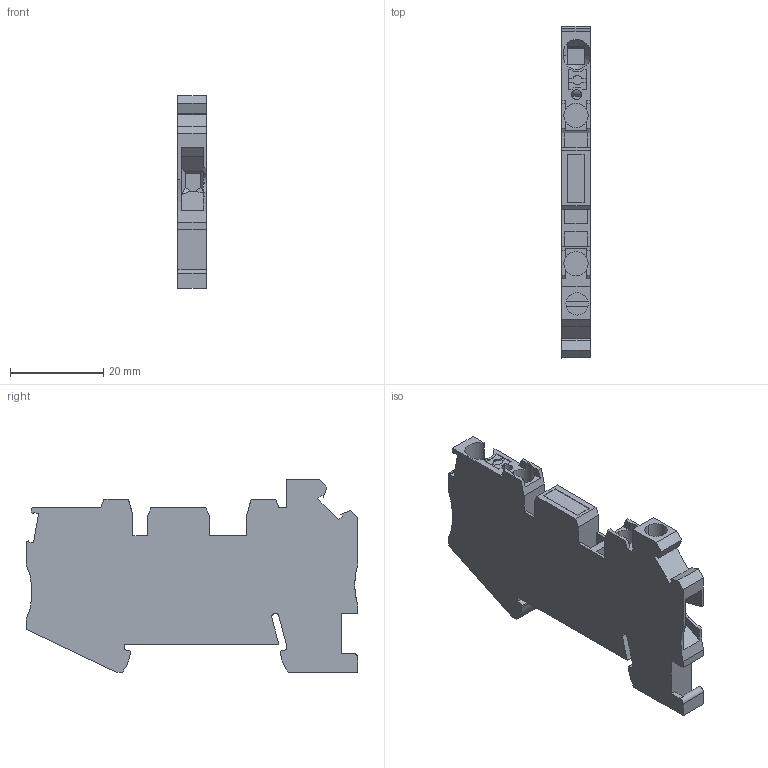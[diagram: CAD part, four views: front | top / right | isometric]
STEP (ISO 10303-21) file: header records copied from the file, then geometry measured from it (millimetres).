
FILE_DESCRIPTION(('Creo Elements/Direct Modeling STEP Export'),'2;1');
FILE_NAME('model.stp','2019-10-02T 0:40:20',(''),(''),'Creo Elements/Direct Modeling STEP processor for AP214 (Solid Model)','Creo Elements/Direct Modeling 20.1A 29-Sep-2018 (C) Parametric Technology GmbH','');
FILE_SCHEMA(('AUTOMOTIVE_DESIGN { 1 0 10303 214 1 1 1 1 }'));
Length unit declared in the file: millimetre
Products named in the file (2): PTU_4_MTD-select
Assembly tree (1 placements, depth 2):
  PTU_4_MTD-select
    PTU_4_MTD-select
Bounding box: 6.15 x 71 x 41.25 mm (x, y, z)
Volume: 10713.8 mm3; surface area: 7872.8 mm2
Topology: 1 solids, 1 shells, 182 faces, 521 edges, 345 vertices
Faces by surface type: plane 157, cylinder 22, torus 2, cone 1
Entity records: 7939 total; most frequent: CARTESIAN_POINT 1758, ORIENTED_EDGE 1042, DIRECTION 882, EDGE_CURVE 521, VECTOR 432, LINE 432, VERTEX_POINT 345, AXIS2_PLACEMENT_3D 225
